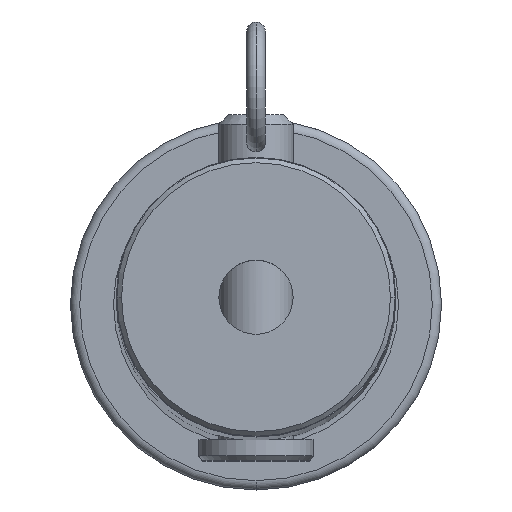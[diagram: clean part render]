
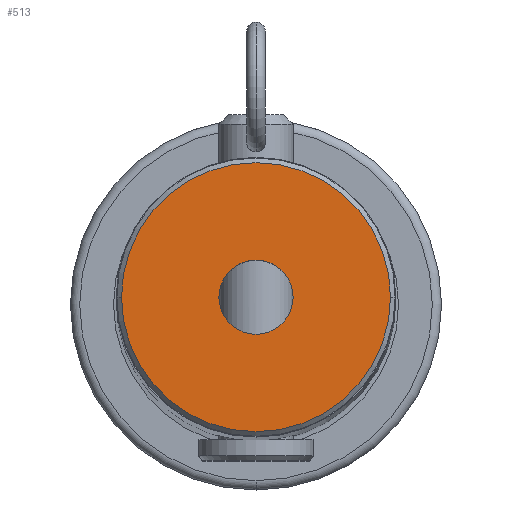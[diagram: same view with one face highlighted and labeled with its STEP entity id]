
A CAD part, top view. The second image highlights one B-rep face of the part: STEP entity #513.
In plain terms, the highlighted planar face has unit normal (0, 0, 1).
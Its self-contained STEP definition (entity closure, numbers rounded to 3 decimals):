
#513=ADVANCED_FACE('',(#1105,#1106),#1107,.T.);
#1105=FACE_BOUND('',#1836,.T.);
#1106=FACE_OUTER_BOUND('',#1837,.T.);
#1107=PLANE('',#1838);
#1836=EDGE_LOOP('',(#3041,#3042));
#1837=EDGE_LOOP('',(#3043,#3044));
#1838=AXIS2_PLACEMENT_3D('',#3045,#3046,#3047);
#3041=ORIENTED_EDGE('',*,*,#4412,.T.);
#3042=ORIENTED_EDGE('',*,*,#4413,.T.);
#3043=ORIENTED_EDGE('',*,*,#4299,.F.);
#3044=ORIENTED_EDGE('',*,*,#4414,.F.);
#3045=CARTESIAN_POINT('',(1000.0,0.0,500.0));
#3046=DIRECTION('',(0.0,0.0,1.0));
#3047=DIRECTION('',(1.0,0.0,0.0));
#4299=EDGE_CURVE('',#5211,#5209,#5213,.T.);
#4412=EDGE_CURVE('',#5373,#5374,#5375,.T.);
#4413=EDGE_CURVE('',#5374,#5373,#5376,.T.);
#4414=EDGE_CURVE('',#5209,#5211,#5377,.T.);
#5209=VERTEX_POINT('',#8556);
#5211=VERTEX_POINT('',#8559);
#5213=CIRCLE('',#8562,29.0);
#5373=VERTEX_POINT('',#9496);
#5374=VERTEX_POINT('',#9497);
#5375=CIRCLE('',#9498,8.0);
#5376=CIRCLE('',#9499,8.0);
#5377=CIRCLE('',#9500,29.0);
#8556=CARTESIAN_POINT('',(971.0,0.,500.0));
#8559=CARTESIAN_POINT('',(1029.0,0.,500.0));
#8562=AXIS2_PLACEMENT_3D('',#10906,#10907,#10908);
#9496=CARTESIAN_POINT('',(992.0,0.,500.0));
#9497=CARTESIAN_POINT('',(1008.0,0.,500.0));
#9498=AXIS2_PLACEMENT_3D('',#11040,#11041,#11042);
#9499=AXIS2_PLACEMENT_3D('',#11043,#11044,#11045);
#9500=AXIS2_PLACEMENT_3D('',#11046,#11047,#11048);
#10906=CARTESIAN_POINT('',(1000.0,0.0,500.0));
#10907=DIRECTION('',(-0.0,0.0,-1.0));
#10908=DIRECTION('',(-1.0,0.0,0.0));
#11040=CARTESIAN_POINT('',(1000.0,0.0,500.0));
#11041=DIRECTION('',(0.0,0.0,-1.0));
#11042=DIRECTION('',(1.0,0.0,0.0));
#11043=CARTESIAN_POINT('',(1000.0,0.0,500.0));
#11044=DIRECTION('',(0.0,0.0,-1.0));
#11045=DIRECTION('',(1.0,0.0,0.0));
#11046=CARTESIAN_POINT('',(1000.0,0.0,500.0));
#11047=DIRECTION('',(-0.0,0.0,-1.0));
#11048=DIRECTION('',(-1.0,0.0,0.0));
